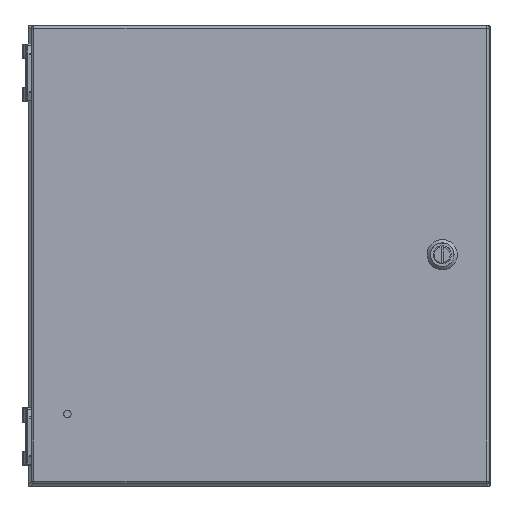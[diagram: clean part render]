
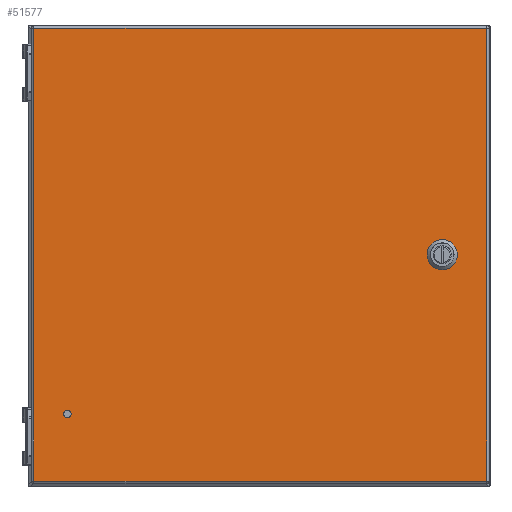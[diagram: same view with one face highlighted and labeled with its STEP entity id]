
A CAD part, top view. The second image highlights one B-rep face of the part: STEP entity #51577.
In plain terms, the highlighted planar face has unit normal (0, 0, 1).
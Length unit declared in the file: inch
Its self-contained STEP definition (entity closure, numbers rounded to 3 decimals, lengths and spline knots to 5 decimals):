
#940 = DIRECTION ( 'NONE',  ( 1., 0., 0. ) ) ;
#1149 = EDGE_CURVE ( 'NONE', #18505, #2650, #43191, .T. ) ;
#1284 = CARTESIAN_POINT ( 'NONE',  ( 4.44392, -0.08845, 2.62523 ) ) ;
#1522 = EDGE_CURVE ( 'NONE', #2650, #42889, #40444, .T. ) ;
#1731 = AXIS2_PLACEMENT_3D ( 'NONE', #1880, #38301, #42717 ) ;
#1812 = EDGE_LOOP ( 'NONE', ( #46460 ) ) ;
#1880 = CARTESIAN_POINT ( 'NONE',  ( 4.75145, 0., 2.62523 ) ) ;
#2381 = VERTEX_POINT ( 'NONE', #24118 ) ;
#2495 = AXIS2_PLACEMENT_3D ( 'NONE', #46335, #6074, #24033 ) ;
#2650 = VERTEX_POINT ( 'NONE', #52459 ) ;
#2971 = ORIENTED_EDGE ( 'NONE', *, *, #39807, .T. ) ;
#2989 = VERTEX_POINT ( 'NONE', #11533 ) ;
#3993 = VECTOR ( 'NONE', #23968, 39.37008 ) ;
#4168 = LINE ( 'NONE', #12998, #37656 ) ;
#5956 = EDGE_CURVE ( 'NONE', #20575, #43805, #55971, .T. ) ;
#6012 = LINE ( 'NONE', #19541, #3993 ) ;
#6074 = DIRECTION ( 'NONE',  ( 0., 0., 1. ) ) ;
#6203 = CARTESIAN_POINT ( 'NONE',  ( 4.75145, 0., 2.62523 ) ) ;
#6405 = FACE_BOUND ( 'NONE', #1812, .T. ) ;
#7525 = CIRCLE ( 'NONE', #34789, 0.09805 ) ;
#7531 = ORIENTED_EDGE ( 'NONE', *, *, #40191, .T. ) ;
#9412 = EDGE_CURVE ( 'NONE', #11748, #2381, #13950, .T. ) ;
#9998 = DIRECTION ( 'NONE',  ( 0., 0., 1. ) ) ;
#10218 = ORIENTED_EDGE ( 'NONE', *, *, #21157, .T. ) ;
#10250 = ORIENTED_EDGE ( 'NONE', *, *, #14935, .T. ) ;
#10282 = PLANE ( 'NONE',  #47938 ) ;
#10367 = EDGE_LOOP ( 'NONE', ( #44522, #52464, #32703, #44651, #40349, #2971, #14682, #7531 ) ) ;
#10560 = CARTESIAN_POINT ( 'NONE',  ( -5.91055, -5.91, 2.62523 ) ) ;
#10593 = LINE ( 'NONE', #41457, #51591 ) ;
#11533 = CARTESIAN_POINT ( 'NONE',  ( 5.05899, -0.08845, 2.62523 ) ) ;
#11748 = VERTEX_POINT ( 'NONE', #26957 ) ;
#11882 = VECTOR ( 'NONE', #51988, 39.37008 ) ;
#12104 = CARTESIAN_POINT ( 'NONE',  ( 4.75145, 0., 2.62523 ) ) ;
#12928 = VERTEX_POINT ( 'NONE', #45418 ) ;
#12998 = CARTESIAN_POINT ( 'NONE',  ( 5.96945, -5.91, 2.62523 ) ) ;
#13656 = EDGE_LOOP ( 'NONE', ( #28119, #44236, #10218, #10250 ) ) ;
#13829 = VECTOR ( 'NONE', #22240, 39.37008 ) ;
#13950 = CIRCLE ( 'NONE', #1731, 0.32 ) ;
#14682 = ORIENTED_EDGE ( 'NONE', *, *, #33242, .F. ) ;
#14870 = VECTOR ( 'NONE', #48776, 39.37008 ) ;
#14935 = EDGE_CURVE ( 'NONE', #38084, #18505, #4168, .T. ) ;
#17273 = EDGE_CURVE ( 'NONE', #2989, #12928, #39643, .T. ) ;
#18449 = EDGE_CURVE ( 'NONE', #11748, #12928, #6012, .T. ) ;
#18505 = VERTEX_POINT ( 'NONE', #41994 ) ;
#19541 = CARTESIAN_POINT ( 'NONE',  ( 2.57344, 2.57399, 2.62523 ) ) ;
#19662 = FACE_OUTER_BOUND ( 'NONE', #13656, .T. ) ;
#20477 = VECTOR ( 'NONE', #35831, 39.37008 ) ;
#20575 = VERTEX_POINT ( 'NONE', #33905 ) ;
#21157 = EDGE_CURVE ( 'NONE', #42889, #38084, #34047, .T. ) ;
#21250 = DIRECTION ( 'NONE',  ( 1., 0., 0. ) ) ;
#22240 = DIRECTION ( 'NONE',  ( -1., 0., 0. ) ) ;
#22636 = CARTESIAN_POINT ( 'NONE',  ( 2.57344, -2.57399, 2.62523 ) ) ;
#23968 = DIRECTION ( 'NONE',  ( 0.707, -0.707, 0. ) ) ;
#24033 = DIRECTION ( 'NONE',  ( 1., 0., 0. ) ) ;
#24118 = CARTESIAN_POINT ( 'NONE',  ( 4.66301, 0.30753, 2.62523 ) ) ;
#25066 = CARTESIAN_POINT ( 'NONE',  ( 4.66301, -0.30753, 2.62523 ) ) ;
#25582 = LINE ( 'NONE', #56695, #14870 ) ;
#25928 = DIRECTION ( 'NONE',  ( 1., 0., 0. ) ) ;
#26065 = VERTEX_POINT ( 'NONE', #25066 ) ;
#26752 = LINE ( 'NONE', #22636, #20477 ) ;
#26957 = CARTESIAN_POINT ( 'NONE',  ( 4.8399, 0.30753, 2.62523 ) ) ;
#28119 = ORIENTED_EDGE ( 'NONE', *, *, #1149, .T. ) ;
#28210 = DIRECTION ( 'NONE',  ( 1., 0., 0. ) ) ;
#28282 = DIRECTION ( 'NONE',  ( 0., 0., 1. ) ) ;
#28518 = EDGE_CURVE ( 'NONE', #20575, #2381, #10593, .T. ) ;
#29155 = DIRECTION ( 'NONE',  ( 0., 0., 1. ) ) ;
#31340 = CARTESIAN_POINT ( 'NONE',  ( -5.97055, 5.91, 2.62523 ) ) ;
#32292 = CIRCLE ( 'NONE', #56643, 0.32 ) ;
#32703 = ORIENTED_EDGE ( 'NONE', *, *, #9412, .F. ) ;
#32869 = VERTEX_POINT ( 'NONE', #37825 ) ;
#33242 = EDGE_CURVE ( 'NONE', #26065, #38999, #32292, .T. ) ;
#33905 = CARTESIAN_POINT ( 'NONE',  ( 4.44392, 0.08845, 2.62523 ) ) ;
#34047 = LINE ( 'NONE', #38442, #36950 ) ;
#34789 = AXIS2_PLACEMENT_3D ( 'NONE', #41428, #9998, #28210 ) ;
#34934 = AXIS2_PLACEMENT_3D ( 'NONE', #12104, #29155, #25928 ) ;
#35831 = DIRECTION ( 'NONE',  ( -0.707, -0.707, 0. ) ) ;
#36950 = VECTOR ( 'NONE', #50816, 39.37008 ) ;
#37656 = VECTOR ( 'NONE', #21250, 39.37008 ) ;
#37825 = CARTESIAN_POINT ( 'NONE',  ( -4.9375, -4.16, 2.62523 ) ) ;
#38084 = VERTEX_POINT ( 'NONE', #10560 ) ;
#38301 = DIRECTION ( 'NONE',  ( 0., 0., 1. ) ) ;
#38421 = CARTESIAN_POINT ( 'NONE',  ( -0.00055, 0., 2.62523 ) ) ;
#38442 = CARTESIAN_POINT ( 'NONE',  ( -5.91055, -5.97, 2.62523 ) ) ;
#38999 = VERTEX_POINT ( 'NONE', #52815 ) ;
#39385 = CARTESIAN_POINT ( 'NONE',  ( 5.90945, 5.97, 2.62523 ) ) ;
#39643 = CIRCLE ( 'NONE', #34934, 0.32 ) ;
#39807 = EDGE_CURVE ( 'NONE', #2989, #38999, #26752, .T. ) ;
#40191 = EDGE_CURVE ( 'NONE', #26065, #43805, #25582, .T. ) ;
#40349 = ORIENTED_EDGE ( 'NONE', *, *, #17273, .F. ) ;
#40444 = LINE ( 'NONE', #31340, #13829 ) ;
#41428 = CARTESIAN_POINT ( 'NONE',  ( -5.03555, -4.16, 2.62523 ) ) ;
#41457 = CARTESIAN_POINT ( 'NONE',  ( 2.17746, -2.17801, 2.62523 ) ) ;
#41994 = CARTESIAN_POINT ( 'NONE',  ( 5.90945, -5.91, 2.62523 ) ) ;
#42545 = DIRECTION ( 'NONE',  ( 1., 0., 0. ) ) ;
#42717 = DIRECTION ( 'NONE',  ( 1., 0., 0. ) ) ;
#42889 = VERTEX_POINT ( 'NONE', #45609 ) ;
#43191 = LINE ( 'NONE', #39385, #11882 ) ;
#43805 = VERTEX_POINT ( 'NONE', #1284 ) ;
#44236 = ORIENTED_EDGE ( 'NONE', *, *, #1522, .T. ) ;
#44522 = ORIENTED_EDGE ( 'NONE', *, *, #5956, .F. ) ;
#44651 = ORIENTED_EDGE ( 'NONE', *, *, #18449, .T. ) ;
#45418 = CARTESIAN_POINT ( 'NONE',  ( 5.05899, 0.08845, 2.62523 ) ) ;
#45609 = CARTESIAN_POINT ( 'NONE',  ( -5.91055, 5.91, 2.62523 ) ) ;
#46132 = EDGE_CURVE ( 'NONE', #32869, #32869, #7525, .T. ) ;
#46335 = CARTESIAN_POINT ( 'NONE',  ( 4.75145, 0., 2.62523 ) ) ;
#46460 = ORIENTED_EDGE ( 'NONE', *, *, #46132, .F. ) ;
#46677 = FACE_BOUND ( 'NONE', #10367, .T. ) ;
#47938 = AXIS2_PLACEMENT_3D ( 'NONE', #38421, #51631, #42545 ) ;
#48776 = DIRECTION ( 'NONE',  ( -0.707, 0.707, 0. ) ) ;
#50816 = DIRECTION ( 'NONE',  ( 0., -1., 0. ) ) ;
#51577 = ADVANCED_FACE ( 'NONE', ( #46677, #6405, #19662 ), #10282, .T. ) ;
#51591 = VECTOR ( 'NONE', #55502, 39.37008 ) ;
#51631 = DIRECTION ( 'NONE',  ( 0., 0., 1. ) ) ;
#51988 = DIRECTION ( 'NONE',  ( 0., 1., 0. ) ) ;
#52459 = CARTESIAN_POINT ( 'NONE',  ( 5.90945, 5.91, 2.62523 ) ) ;
#52464 = ORIENTED_EDGE ( 'NONE', *, *, #28518, .T. ) ;
#52815 = CARTESIAN_POINT ( 'NONE',  ( 4.8399, -0.30753, 2.62523 ) ) ;
#55502 = DIRECTION ( 'NONE',  ( 0.707, 0.707, 0. ) ) ;
#55971 = CIRCLE ( 'NONE', #2495, 0.32 ) ;
#56643 = AXIS2_PLACEMENT_3D ( 'NONE', #6203, #28282, #940 ) ;
#56695 = CARTESIAN_POINT ( 'NONE',  ( 2.17746, 2.17801, 2.62523 ) ) ;
